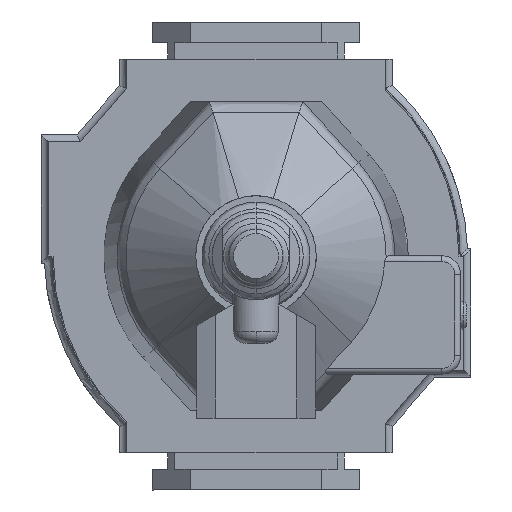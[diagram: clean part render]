
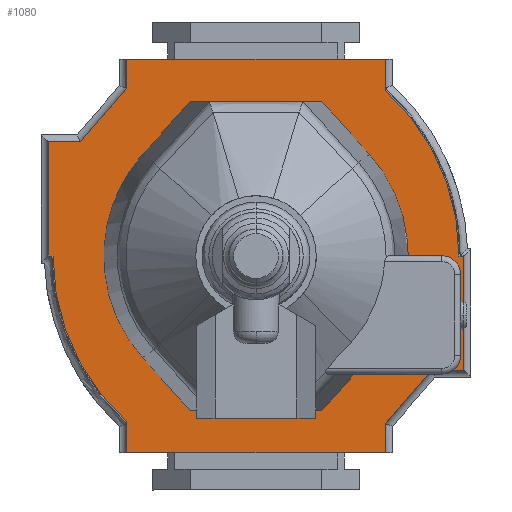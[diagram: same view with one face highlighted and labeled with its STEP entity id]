
A CAD part, front view. The second image highlights one B-rep face of the part: STEP entity #1080.
In plain terms, the highlighted planar face has unit normal (0, -1, 0).
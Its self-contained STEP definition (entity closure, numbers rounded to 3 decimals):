
#126 = EDGE_CURVE ( 'NONE', #9291, #8939, #4272, .T. ) ;
#135 = CARTESIAN_POINT ( 'NONE',  ( 0., -51.1, 3.5 ) ) ;
#282 = DIRECTION ( 'NONE',  ( 0., 0., -1. ) ) ;
#308 = ORIENTED_EDGE ( 'NONE', *, *, #12927, .F. ) ;
#386 = CARTESIAN_POINT ( 'NONE',  ( -19.5, -51.1, -35.5 ) ) ;
#501 = CARTESIAN_POINT ( 'NONE',  ( 19.5, -51.1, 35.5 ) ) ;
#613 = EDGE_CURVE ( 'NONE', #10137, #2172, #15441, .T. ) ;
#967 = CARTESIAN_POINT ( 'NONE',  ( 28.65, -51.1, 22.1 ) ) ;
#1042 = CARTESIAN_POINT ( 'NONE',  ( 19.5, -51.1, 30. ) ) ;
#1080 = ADVANCED_FACE ( 'NONE', ( #11058 ), #14631, .T. ) ;
#1206 = CARTESIAN_POINT ( 'NONE',  ( -34.996, -51.1, 36.92 ) ) ;
#1215 = VECTOR ( 'NONE', #13889, 1000. ) ;
#1370 = DIRECTION ( 'NONE',  ( 1., 0., 0. ) ) ;
#1591 = DIRECTION ( 'NONE',  ( 1., 0., 0. ) ) ;
#1596 = EDGE_CURVE ( 'NONE', #9656, #15291, #12077, .T. ) ;
#1620 = CARTESIAN_POINT ( 'NONE',  ( 19.5, -51.1, 35.5 ) ) ;
#1718 = VERTEX_POINT ( 'NONE', #10614 ) ;
#1867 = EDGE_CURVE ( 'NONE', #1718, #4838, #12117, .T. ) ;
#1956 = EDGE_CURVE ( 'NONE', #2564, #5130, #14896, .T. ) ;
#1989 = VECTOR ( 'NONE', #7698, 1000. ) ;
#2134 = VECTOR ( 'NONE', #282, 1000. ) ;
#2172 = VERTEX_POINT ( 'NONE', #2679 ) ;
#2487 = CARTESIAN_POINT ( 'NONE',  ( 19.5, -51.1, 30. ) ) ;
#2564 = VERTEX_POINT ( 'NONE', #2662 ) ;
#2662 = CARTESIAN_POINT ( 'NONE',  ( 0., -51.1, -35.5 ) ) ;
#2679 = CARTESIAN_POINT ( 'NONE',  ( 0., -51.1, 35.5 ) ) ;
#2681 = DIRECTION ( 'NONE',  ( -1., 0., 0. ) ) ;
#3304 = DIRECTION ( 'NONE',  ( -1., 0., 0. ) ) ;
#3504 = CARTESIAN_POINT ( 'NONE',  ( -33.65, -51.1, 22.1 ) ) ;
#3854 = DIRECTION ( 'NONE',  ( 0., -1., 0. ) ) ;
#4143 = EDGE_CURVE ( 'NONE', #15159, #2564, #5305, .T. ) ;
#4272 = LINE ( 'NONE', #7760, #14220 ) ;
#4282 = LINE ( 'NONE', #6894, #5626 ) ;
#4452 = DIRECTION ( 'NONE',  ( -0.757, 0., 0.654 ) ) ;
#4679 = AXIS2_PLACEMENT_3D ( 'NONE', #135, #12190, #15612 ) ;
#4838 = VERTEX_POINT ( 'NONE', #3504 ) ;
#5045 = VERTEX_POINT ( 'NONE', #7726 ) ;
#5087 = EDGE_CURVE ( 'NONE', #5130, #14219, #8916, .T. ) ;
#5115 = DIRECTION ( 'NONE',  ( 0., 0., -1. ) ) ;
#5130 = VERTEX_POINT ( 'NONE', #386 ) ;
#5240 = CARTESIAN_POINT ( 'NONE',  ( -19.5, -51.1, -35.5 ) ) ;
#5305 = LINE ( 'NONE', #12569, #10416 ) ;
#5626 = VECTOR ( 'NONE', #4452, 1000. ) ;
#5648 = DIRECTION ( 'NONE',  ( 0., 0., 1. ) ) ;
#5744 = VECTOR ( 'NONE', #9409, 1000. ) ;
#5814 = AXIS2_PLACEMENT_3D ( 'NONE', #1206, #3854, #5115 ) ;
#5840 = DIRECTION ( 'NONE',  ( 0.757, 0., -0.654 ) ) ;
#5934 = CARTESIAN_POINT ( 'NONE',  ( 33.65, -51.1, -22.1 ) ) ;
#5965 = DIRECTION ( 'NONE',  ( 0., 0., 1. ) ) ;
#6207 = CARTESIAN_POINT ( 'NONE',  ( -33.65, -51.1, 22.1 ) ) ;
#6299 = ORIENTED_EDGE ( 'NONE', *, *, #12423, .F. ) ;
#6426 = CIRCLE ( 'NONE', #4679, 38.2 ) ;
#6447 = ORIENTED_EDGE ( 'NONE', *, *, #1867, .F. ) ;
#6486 = DIRECTION ( 'NONE',  ( 1., 0., 0. ) ) ;
#6581 = EDGE_CURVE ( 'NONE', #10137, #9400, #15408, .T. ) ;
#6779 = CARTESIAN_POINT ( 'NONE',  ( 0., -51.1, -3.5 ) ) ;
#6801 = ORIENTED_EDGE ( 'NONE', *, *, #5087, .F. ) ;
#6887 = CARTESIAN_POINT ( 'NONE',  ( -33.65, -51.1, -22.1 ) ) ;
#6894 = CARTESIAN_POINT ( 'NONE',  ( -28.65, -51.1, -22.1 ) ) ;
#7138 = VECTOR ( 'NONE', #1370, 1000. ) ;
#7243 = ORIENTED_EDGE ( 'NONE', *, *, #9675, .F. ) ;
#7472 = VECTOR ( 'NONE', #3304, 1000. ) ;
#7698 = DIRECTION ( 'NONE',  ( -1., 0., 0. ) ) ;
#7726 = CARTESIAN_POINT ( 'NONE',  ( -28.65, -51.1, -22.1 ) ) ;
#7760 = CARTESIAN_POINT ( 'NONE',  ( 28.353, -51.1, -22.1 ) ) ;
#7809 = ORIENTED_EDGE ( 'NONE', *, *, #14845, .F. ) ;
#8029 = EDGE_CURVE ( 'NONE', #14219, #5045, #4282, .T. ) ;
#8848 = LINE ( 'NONE', #12080, #15010 ) ;
#8916 = LINE ( 'NONE', #11531, #1215 ) ;
#8939 = VERTEX_POINT ( 'NONE', #12708 ) ;
#9088 = ORIENTED_EDGE ( 'NONE', *, *, #9653, .F. ) ;
#9291 = VERTEX_POINT ( 'NONE', #5934 ) ;
#9321 = LINE ( 'NONE', #6887, #7472 ) ;
#9400 = VERTEX_POINT ( 'NONE', #13755 ) ;
#9409 = DIRECTION ( 'NONE',  ( 0., 0., 1. ) ) ;
#9436 = VERTEX_POINT ( 'NONE', #501 ) ;
#9461 = ORIENTED_EDGE ( 'NONE', *, *, #6581, .T. ) ;
#9653 = EDGE_CURVE ( 'NONE', #9436, #9656, #13344, .T. ) ;
#9656 = VERTEX_POINT ( 'NONE', #1042 ) ;
#9675 = EDGE_CURVE ( 'NONE', #4838, #9400, #13172, .T. ) ;
#9732 = VECTOR ( 'NONE', #5840, 1000. ) ;
#9843 = VECTOR ( 'NONE', #5965, 1000. ) ;
#9887 = LINE ( 'NONE', #11164, #2134 ) ;
#9891 = VECTOR ( 'NONE', #11925, 1000. ) ;
#10137 = VERTEX_POINT ( 'NONE', #14413 ) ;
#10246 = CARTESIAN_POINT ( 'NONE',  ( 0., -51.1, -34.7 ) ) ;
#10416 = VECTOR ( 'NONE', #11162, 1000. ) ;
#10614 = CARTESIAN_POINT ( 'NONE',  ( -33.65, -51.1, -22.1 ) ) ;
#10947 = CARTESIAN_POINT ( 'NONE',  ( -19.5, -51.1, -30. ) ) ;
#10997 = EDGE_CURVE ( 'NONE', #15243, #9291, #9887, .T. ) ;
#11058 = FACE_OUTER_BOUND ( 'NONE', #15019, .T. ) ;
#11162 = DIRECTION ( 'NONE',  ( 0., 0., -1. ) ) ;
#11164 = CARTESIAN_POINT ( 'NONE',  ( 33.65, -51.1, -22.1 ) ) ;
#11197 = ORIENTED_EDGE ( 'NONE', *, *, #10997, .F. ) ;
#11362 = ORIENTED_EDGE ( 'NONE', *, *, #126, .F. ) ;
#11531 = CARTESIAN_POINT ( 'NONE',  ( -19.5, -51.1, -30. ) ) ;
#11610 = DIRECTION ( 'NONE',  ( 0., -1., 0. ) ) ;
#11755 = ORIENTED_EDGE ( 'NONE', *, *, #613, .F. ) ;
#11795 = ORIENTED_EDGE ( 'NONE', *, *, #8029, .F. ) ;
#11891 = CARTESIAN_POINT ( 'NONE',  ( 33.65, -51.1, 22.1 ) ) ;
#11925 = DIRECTION ( 'NONE',  ( 0., 0., -1. ) ) ;
#12077 = LINE ( 'NONE', #967, #9732 ) ;
#12080 = CARTESIAN_POINT ( 'NONE',  ( 33.65, -51.1, 22.1 ) ) ;
#12117 = LINE ( 'NONE', #6207, #9843 ) ;
#12157 = CARTESIAN_POINT ( 'NONE',  ( -28.353, -51.1, 22.1 ) ) ;
#12190 = DIRECTION ( 'NONE',  ( 0., -1., 0. ) ) ;
#12423 = EDGE_CURVE ( 'NONE', #15291, #15243, #8848, .T. ) ;
#12486 = LINE ( 'NONE', #1620, #14530 ) ;
#12569 = CARTESIAN_POINT ( 'NONE',  ( 0., -51.1, -35.5 ) ) ;
#12708 = CARTESIAN_POINT ( 'NONE',  ( 28.353, -51.1, -22.1 ) ) ;
#12737 = CARTESIAN_POINT ( 'NONE',  ( 0., -51.1, 35.5 ) ) ;
#12896 = ORIENTED_EDGE ( 'NONE', *, *, #1956, .F. ) ;
#12927 = EDGE_CURVE ( 'NONE', #2172, #9436, #12486, .T. ) ;
#13128 = ORIENTED_EDGE ( 'NONE', *, *, #14515, .T. ) ;
#13172 = LINE ( 'NONE', #12157, #7138 ) ;
#13344 = LINE ( 'NONE', #2487, #9891 ) ;
#13347 = AXIS2_PLACEMENT_3D ( 'NONE', #6779, #11610, #5648 ) ;
#13755 = CARTESIAN_POINT ( 'NONE',  ( -28.353, -51.1, 22.1 ) ) ;
#13837 = ORIENTED_EDGE ( 'NONE', *, *, #1596, .F. ) ;
#13889 = DIRECTION ( 'NONE',  ( 0., 0., 1. ) ) ;
#14156 = ORIENTED_EDGE ( 'NONE', *, *, #4143, .F. ) ;
#14219 = VERTEX_POINT ( 'NONE', #10947 ) ;
#14220 = VECTOR ( 'NONE', #2681, 1000. ) ;
#14413 = CARTESIAN_POINT ( 'NONE',  ( 0., -51.1, 34.7 ) ) ;
#14433 = CARTESIAN_POINT ( 'NONE',  ( 28.65, -51.1, 22.1 ) ) ;
#14515 = EDGE_CURVE ( 'NONE', #15159, #8939, #6426, .T. ) ;
#14530 = VECTOR ( 'NONE', #6486, 1000. ) ;
#14631 = PLANE ( 'NONE',  #5814 ) ;
#14845 = EDGE_CURVE ( 'NONE', #5045, #1718, #9321, .T. ) ;
#14896 = LINE ( 'NONE', #5240, #1989 ) ;
#15010 = VECTOR ( 'NONE', #1591, 1000. ) ;
#15019 = EDGE_LOOP ( 'NONE', ( #11795, #6801, #12896, #14156, #13128, #11362, #11197, #6299, #13837, #9088, #308, #11755, #9461, #7243, #6447, #7809 ) ) ;
#15159 = VERTEX_POINT ( 'NONE', #10246 ) ;
#15243 = VERTEX_POINT ( 'NONE', #11891 ) ;
#15291 = VERTEX_POINT ( 'NONE', #14433 ) ;
#15408 = CIRCLE ( 'NONE', #13347, 38.2 ) ;
#15441 = LINE ( 'NONE', #12737, #5744 ) ;
#15612 = DIRECTION ( 'NONE',  ( 0., 0., 1. ) ) ;
